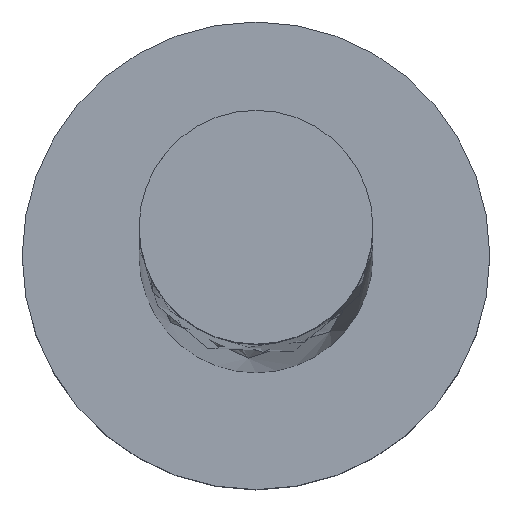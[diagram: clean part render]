
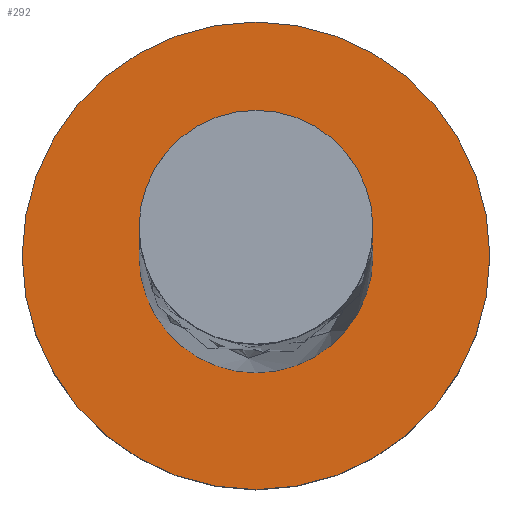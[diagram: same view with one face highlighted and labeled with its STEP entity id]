
A CAD part, top view. The second image highlights one B-rep face of the part: STEP entity #292.
In plain terms, the highlighted planar face has unit normal (0, 0, 1).
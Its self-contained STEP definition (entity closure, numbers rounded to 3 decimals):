
#42 = DIRECTION ( 'NONE',  ( 0., 0., 1. ) ) ;
#53 = DIRECTION ( 'NONE',  ( 1., 0., 0. ) ) ;
#178 = CARTESIAN_POINT ( 'NONE',  ( 0., 0., 2. ) ) ;
#185 = CIRCLE ( 'NONE', #552, 2.5 ) ;
#199 = VERTEX_POINT ( 'NONE', #948 ) ;
#292 = ADVANCED_FACE ( 'NONE', ( #953, #1325 ), #430, .T. ) ;
#349 = DIRECTION ( 'NONE',  ( 0., 0., 1. ) ) ;
#401 = CIRCLE ( 'NONE', #824, 1.25 ) ;
#420 = EDGE_CURVE ( 'NONE', #1078, #591, #876, .T. ) ;
#430 = PLANE ( 'NONE',  #1089 ) ;
#446 = DIRECTION ( 'NONE',  ( 0., 0., 1. ) ) ;
#483 = ORIENTED_EDGE ( 'NONE', *, *, #1517, .T. ) ;
#521 = CARTESIAN_POINT ( 'NONE',  ( -1.25, 0., 2. ) ) ;
#538 = EDGE_CURVE ( 'NONE', #1231, #199, #401, .T. ) ;
#542 = DIRECTION ( 'NONE',  ( 0., 0., 1. ) ) ;
#552 = AXIS2_PLACEMENT_3D ( 'NONE', #1242, #446, #1612 ) ;
#577 = CARTESIAN_POINT ( 'NONE',  ( -2.5, 0., 2. ) ) ;
#591 = VERTEX_POINT ( 'NONE', #1314 ) ;
#651 = ORIENTED_EDGE ( 'NONE', *, *, #538, .F. ) ;
#824 = AXIS2_PLACEMENT_3D ( 'NONE', #1066, #1560, #1423 ) ;
#848 = DIRECTION ( 'NONE',  ( 1., 0., 0. ) ) ;
#876 = CIRCLE ( 'NONE', #1510, 2.5 ) ;
#948 = CARTESIAN_POINT ( 'NONE',  ( 1.25, 0., 2. ) ) ;
#953 = FACE_BOUND ( 'NONE', #1122, .T. ) ;
#983 = EDGE_CURVE ( 'NONE', #199, #1231, #985, .T. ) ;
#985 = CIRCLE ( 'NONE', #1222, 1.25 ) ;
#1066 = CARTESIAN_POINT ( 'NONE',  ( 0., 0., 2. ) ) ;
#1078 = VERTEX_POINT ( 'NONE', #577 ) ;
#1089 = AXIS2_PLACEMENT_3D ( 'NONE', #1439, #542, #53 ) ;
#1114 = CARTESIAN_POINT ( 'NONE',  ( 0., 0., 2. ) ) ;
#1122 = EDGE_LOOP ( 'NONE', ( #651, #1311 ) ) ;
#1170 = DIRECTION ( 'NONE',  ( 1., 0., 0. ) ) ;
#1222 = AXIS2_PLACEMENT_3D ( 'NONE', #1114, #349, #848 ) ;
#1231 = VERTEX_POINT ( 'NONE', #521 ) ;
#1242 = CARTESIAN_POINT ( 'NONE',  ( 0., 0., 2. ) ) ;
#1305 = ORIENTED_EDGE ( 'NONE', *, *, #420, .T. ) ;
#1311 = ORIENTED_EDGE ( 'NONE', *, *, #983, .F. ) ;
#1314 = CARTESIAN_POINT ( 'NONE',  ( 2.5, 0., 2. ) ) ;
#1325 = FACE_OUTER_BOUND ( 'NONE', #1469, .T. ) ;
#1423 = DIRECTION ( 'NONE',  ( 1., 0., 0. ) ) ;
#1439 = CARTESIAN_POINT ( 'NONE',  ( 0., 0., 2. ) ) ;
#1469 = EDGE_LOOP ( 'NONE', ( #1305, #483 ) ) ;
#1510 = AXIS2_PLACEMENT_3D ( 'NONE', #178, #42, #1170 ) ;
#1517 = EDGE_CURVE ( 'NONE', #591, #1078, #185, .T. ) ;
#1560 = DIRECTION ( 'NONE',  ( 0., 0., 1. ) ) ;
#1612 = DIRECTION ( 'NONE',  ( 1., 0., 0. ) ) ;
